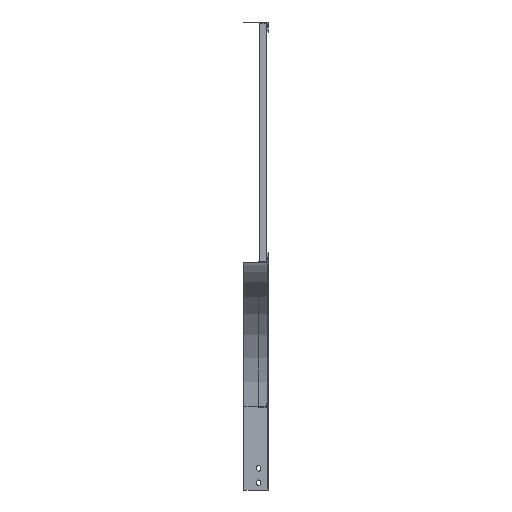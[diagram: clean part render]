
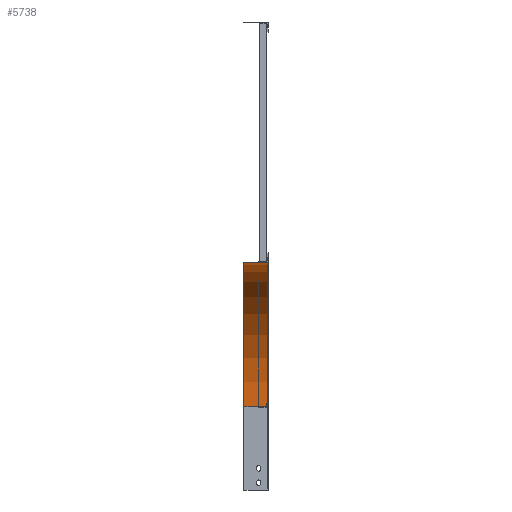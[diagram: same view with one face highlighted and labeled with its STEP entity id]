
A CAD part, left-side view. The second image highlights one B-rep face of the part: STEP entity #5738.
In plain terms, the highlighted cylindrical face has radius 298.8 mm (diameter 597.6 mm), a partial arc.
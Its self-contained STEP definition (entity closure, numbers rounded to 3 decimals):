
#608 = EDGE_CURVE ( 'NONE', #6591, #6575, #11861, .T. ) ;
#1908 = CARTESIAN_POINT ( 'NONE',  ( -550., 30.201, -301.4 ) ) ;
#1909 = DIRECTION ( 'NONE',  ( 0., 1., 0. ) ) ;
#1910 = DIRECTION ( 'NONE',  ( 1., 0., 0. ) ) ;
#2014 = CARTESIAN_POINT ( 'NONE',  ( -251.2, 14.26, -301.4 ) ) ;
#2015 = DIRECTION ( 'NONE',  ( 0., 1., 0. ) ) ;
#2098 = CARTESIAN_POINT ( 'NONE',  ( -550., -18., -2.6 ) ) ;
#2114 = CARTESIAN_POINT ( 'NONE',  ( -550., 30.201, -2.6 ) ) ;
#2441 = CARTESIAN_POINT ( 'NONE',  ( -550., -18., -301.4 ) ) ;
#2442 = DIRECTION ( 'NONE',  ( 0., 1., 0. ) ) ;
#2443 = DIRECTION ( 'NONE',  ( 1., 0., 0. ) ) ;
#3970 = CIRCLE ( 'NONE', #7441, 298.8 ) ;
#4069 = ORIENTED_EDGE ( 'NONE', *, *, #12129, .F. ) ;
#4071 = ORIENTED_EDGE ( 'NONE', *, *, #12084, .T. ) ;
#4073 = ORIENTED_EDGE ( 'NONE', *, *, #608, .F. ) ;
#4075 = ORIENTED_EDGE ( 'NONE', *, *, #12160, .F. ) ;
#4120 = LINE ( 'NONE', #2014, #4126 ) ;
#4126 = VECTOR ( 'NONE', #2015, 1000. ) ;
#4148 = CIRCLE ( 'NONE', #7390, 298.8 ) ;
#5070 = CARTESIAN_POINT ( 'NONE',  ( -251.2, -18., -301.4 ) ) ;
#5167 = CARTESIAN_POINT ( 'NONE',  ( -550., -18., -2.6 ) ) ;
#5172 = DIRECTION ( 'NONE',  ( 0., -1., 0. ) ) ;
#5656 = CARTESIAN_POINT ( 'NONE',  ( -251.2, 30.201, -301.4 ) ) ;
#5738 = ADVANCED_FACE ( 'NONE', ( #12008 ), #12013, .F. ) ;
#6534 = VERTEX_POINT ( 'NONE', #5070 ) ;
#6549 = VERTEX_POINT ( 'NONE', #5656 ) ;
#6575 = VERTEX_POINT ( 'NONE', #2098 ) ;
#6591 = VERTEX_POINT ( 'NONE', #2114 ) ;
#7390 = AXIS2_PLACEMENT_3D ( 'NONE', #2441, #2442, #2443 ) ;
#7441 = AXIS2_PLACEMENT_3D ( 'NONE', #1908, #1909, #1910 ) ;
#8403 = EDGE_LOOP ( 'NONE', ( #4075, #4073, #4071, #4069 ) ) ;
#10210 = AXIS2_PLACEMENT_3D ( 'NONE', #11123, #11121, #11119 ) ;
#11119 = DIRECTION ( 'NONE',  ( 1., 0., 0. ) ) ;
#11121 = DIRECTION ( 'NONE',  ( 0., 1., 0. ) ) ;
#11123 = CARTESIAN_POINT ( 'NONE',  ( -550., -19.8, -301.4 ) ) ;
#11861 = LINE ( 'NONE', #5167, #11867 ) ;
#11867 = VECTOR ( 'NONE', #5172, 1000. ) ;
#12008 = FACE_OUTER_BOUND ( 'NONE', #8403, .T. ) ;
#12013 = CYLINDRICAL_SURFACE ( 'NONE', #10210, 298.8 ) ;
#12084 = EDGE_CURVE ( 'NONE', #6591, #6549, #3970, .T. ) ;
#12129 = EDGE_CURVE ( 'NONE', #6534, #6549, #4120, .T. ) ;
#12160 = EDGE_CURVE ( 'NONE', #6575, #6534, #4148, .T. ) ;
